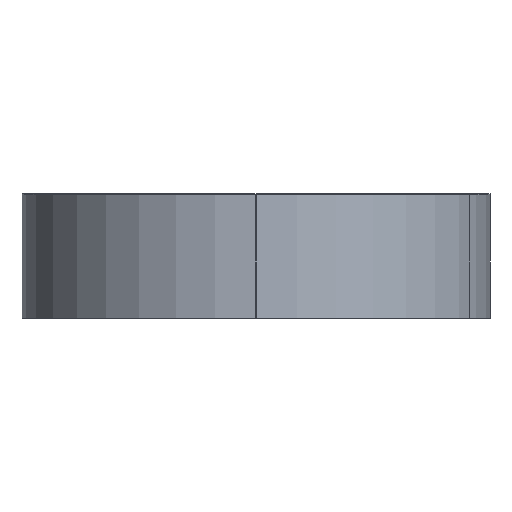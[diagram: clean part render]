
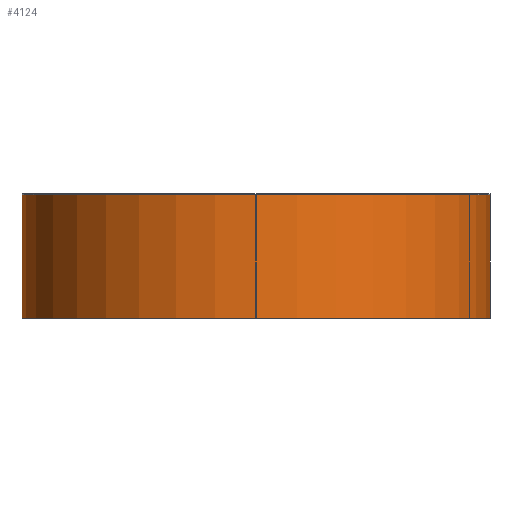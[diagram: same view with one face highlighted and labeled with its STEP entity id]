
A CAD part, left-side view. The second image highlights one B-rep face of the part: STEP entity #4124.
In plain terms, the highlighted cylindrical face has radius 750 mm (diameter 1500 mm), a partial arc.
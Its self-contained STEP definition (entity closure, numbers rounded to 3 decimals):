
#174 = ORIENTED_EDGE ( 'NONE', *, *, #781, .F. ) ;
#394 = CARTESIAN_POINT ( 'NONE',  ( 0., 397., 0. ) ) ;
#478 = FACE_OUTER_BOUND ( 'NONE', #3352, .T. ) ;
#671 = ORIENTED_EDGE ( 'NONE', *, *, #4893, .T. ) ;
#781 = EDGE_CURVE ( 'NONE', #5482, #5325, #5357, .T. ) ;
#1009 = AXIS2_PLACEMENT_3D ( 'NONE', #2102, #5112, #2135 ) ;
#1026 = VECTOR ( 'NONE', #4211, 1000. ) ;
#1089 = LINE ( 'NONE', #2793, #1026 ) ;
#1118 = VECTOR ( 'NONE', #5082, 1000. ) ;
#1253 = DIRECTION ( 'NONE',  ( 0., 0., 1. ) ) ;
#1673 = CARTESIAN_POINT ( 'NONE',  ( 0., 397., 0. ) ) ;
#1862 = EDGE_CURVE ( 'NONE', #3929, #5244, #3237, .T. ) ;
#2038 = ORIENTED_EDGE ( 'NONE', *, *, #3260, .T. ) ;
#2098 = LINE ( 'NONE', #3824, #1118 ) ;
#2102 = CARTESIAN_POINT ( 'NONE',  ( 0., 0., 0. ) ) ;
#2135 = DIRECTION ( 'NONE',  ( 0., 0., 1. ) ) ;
#2793 = CARTESIAN_POINT ( 'NONE',  ( 0., 397., -750. ) ) ;
#2886 = DIRECTION ( 'NONE',  ( 0., -1., 0. ) ) ;
#2922 = AXIS2_PLACEMENT_3D ( 'NONE', #1673, #3382, #1253 ) ;
#3011 = CARTESIAN_POINT ( 'NONE',  ( 0., 397., 750. ) ) ;
#3232 = CARTESIAN_POINT ( 'NONE',  ( 0., 0., -750. ) ) ;
#3237 = CIRCLE ( 'NONE', #1009, 750. ) ;
#3260 = EDGE_CURVE ( 'NONE', #5244, #5325, #2098, .T. ) ;
#3352 = EDGE_LOOP ( 'NONE', ( #2038, #174, #671, #4644 ) ) ;
#3382 = DIRECTION ( 'NONE',  ( 0., 1., 0. ) ) ;
#3805 = DIRECTION ( 'NONE',  ( 0., 0., -1. ) ) ;
#3824 = CARTESIAN_POINT ( 'NONE',  ( 0., 397., 750. ) ) ;
#3929 = VERTEX_POINT ( 'NONE', #3232 ) ;
#4067 = CARTESIAN_POINT ( 'NONE',  ( 0., 0., 750. ) ) ;
#4124 = ADVANCED_FACE ( 'NONE', ( #478 ), #4620, .T. ) ;
#4211 = DIRECTION ( 'NONE',  ( 0., -1., 0. ) ) ;
#4620 = CYLINDRICAL_SURFACE ( 'NONE', #5261, 750. ) ;
#4644 = ORIENTED_EDGE ( 'NONE', *, *, #1862, .T. ) ;
#4827 = CARTESIAN_POINT ( 'NONE',  ( 0., 397., -750. ) ) ;
#4893 = EDGE_CURVE ( 'NONE', #5482, #3929, #1089, .T. ) ;
#5082 = DIRECTION ( 'NONE',  ( 0., 1., 0. ) ) ;
#5112 = DIRECTION ( 'NONE',  ( 0., 1., 0. ) ) ;
#5244 = VERTEX_POINT ( 'NONE', #4067 ) ;
#5261 = AXIS2_PLACEMENT_3D ( 'NONE', #394, #2886, #3805 ) ;
#5325 = VERTEX_POINT ( 'NONE', #3011 ) ;
#5357 = CIRCLE ( 'NONE', #2922, 750. ) ;
#5482 = VERTEX_POINT ( 'NONE', #4827 ) ;
